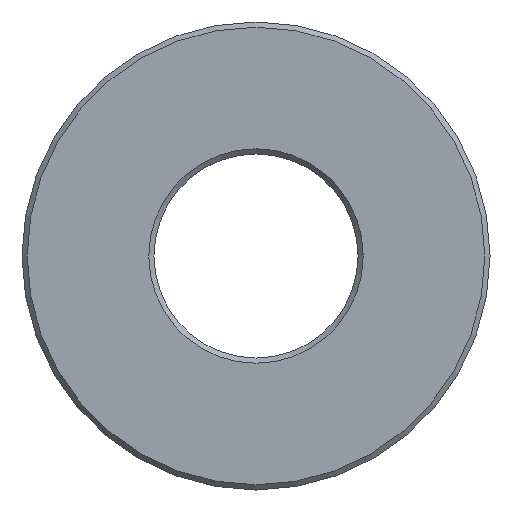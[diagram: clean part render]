
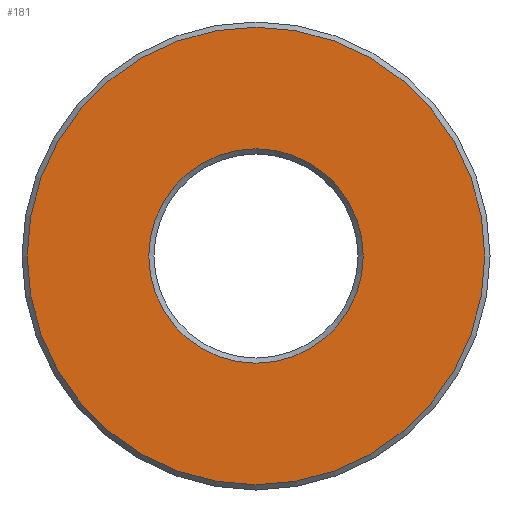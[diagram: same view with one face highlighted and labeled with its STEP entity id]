
A CAD part, left-side view. The second image highlights one B-rep face of the part: STEP entity #181.
In plain terms, the highlighted planar face has unit normal (-1, 0, 0).
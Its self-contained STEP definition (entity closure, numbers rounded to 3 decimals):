
#22=FACE_BOUND('',#70,.T.);
#25=PLANE('',#221);
#55=FACE_OUTER_BOUND('',#69,.T.);
#69=EDGE_LOOP('',(#163));
#70=EDGE_LOOP('',(#164));
#85=CIRCLE('',#220,8.8);
#86=CIRCLE('',#222,4.125);
#99=VERTEX_POINT('',#330);
#100=VERTEX_POINT('',#334);
#120=EDGE_CURVE('',#99,#99,#85,.T.);
#122=EDGE_CURVE('',#100,#100,#86,.T.);
#163=ORIENTED_EDGE('',*,*,#120,.F.);
#164=ORIENTED_EDGE('',*,*,#122,.F.);
#181=ADVANCED_FACE('',(#55,#22),#25,.F.);
#220=AXIS2_PLACEMENT_3D('',#331,#278,#279);
#221=AXIS2_PLACEMENT_3D('',#333,#281,#282);
#222=AXIS2_PLACEMENT_3D('',#335,#283,#284);
#278=DIRECTION('center_axis',(1.,0.,0.));
#279=DIRECTION('ref_axis',(0.,1.,0.));
#281=DIRECTION('center_axis',(1.,0.,0.));
#282=DIRECTION('ref_axis',(0.,1.,0.));
#283=DIRECTION('center_axis',(-1.,0.,0.));
#284=DIRECTION('ref_axis',(0.,1.,0.));
#330=CARTESIAN_POINT('',(-3.,-8.8,0.));
#331=CARTESIAN_POINT('Origin',(-3.,0.,0.));
#333=CARTESIAN_POINT('Origin',(-3.,0.,0.));
#334=CARTESIAN_POINT('',(-3.,-4.125,0.));
#335=CARTESIAN_POINT('Origin',(-3.,0.,0.));
